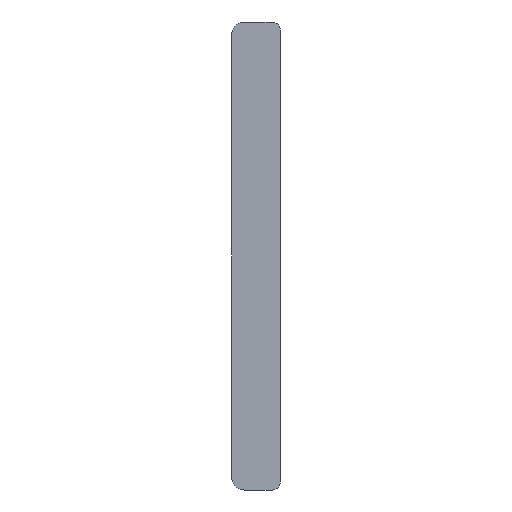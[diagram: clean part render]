
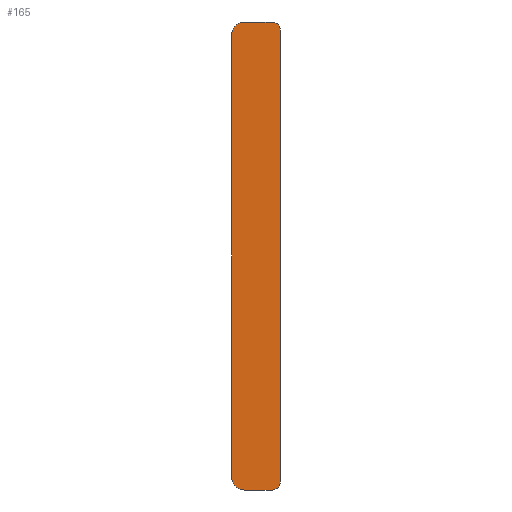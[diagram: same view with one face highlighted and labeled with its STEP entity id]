
A CAD part, top view. The second image highlights one B-rep face of the part: STEP entity #165.
In plain terms, the highlighted planar face has unit normal (0, 0, 1).
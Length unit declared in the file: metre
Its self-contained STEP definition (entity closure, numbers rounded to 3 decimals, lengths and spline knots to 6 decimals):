
#30=CIRCLE('',#191,0.00254);
#31=CIRCLE('',#192,0.00254);
#32=CIRCLE('',#193,0.004);
#33=CIRCLE('',#194,0.004);
#40=ORIENTED_EDGE('',*,*,#84,.F.);
#41=ORIENTED_EDGE('',*,*,#85,.T.);
#42=ORIENTED_EDGE('',*,*,#86,.F.);
#43=ORIENTED_EDGE('',*,*,#87,.T.);
#44=ORIENTED_EDGE('',*,*,#88,.T.);
#45=ORIENTED_EDGE('',*,*,#89,.T.);
#46=ORIENTED_EDGE('',*,*,#90,.T.);
#47=ORIENTED_EDGE('',*,*,#91,.F.);
#84=EDGE_CURVE('',#106,#107,#30,.T.);
#85=EDGE_CURVE('',#106,#108,#118,.T.);
#86=EDGE_CURVE('',#109,#108,#31,.T.);
#87=EDGE_CURVE('',#109,#110,#119,.T.);
#88=EDGE_CURVE('',#110,#111,#32,.T.);
#89=EDGE_CURVE('',#111,#112,#120,.T.);
#90=EDGE_CURVE('',#112,#113,#33,.T.);
#91=EDGE_CURVE('',#107,#113,#121,.T.);
#106=VERTEX_POINT('',#265);
#107=VERTEX_POINT('',#266);
#108=VERTEX_POINT('',#268);
#109=VERTEX_POINT('',#270);
#110=VERTEX_POINT('',#272);
#111=VERTEX_POINT('',#274);
#112=VERTEX_POINT('',#276);
#113=VERTEX_POINT('',#278);
#118=LINE('',#267,#130);
#119=LINE('',#271,#131);
#120=LINE('',#275,#132);
#121=LINE('',#279,#133);
#130=VECTOR('',#219,1.);
#131=VECTOR('',#222,1.);
#132=VECTOR('',#225,1.);
#133=VECTOR('',#228,1.);
#139=EDGE_LOOP('',(#40,#41,#42,#43,#44,#45,#46,#47));
#149=FACE_BOUND('',#139,.T.);
#159=PLANE('',#190);
#165=ADVANCED_FACE('',(#149),#159,.F.);
#190=AXIS2_PLACEMENT_3D('',#263,#215,#216);
#191=AXIS2_PLACEMENT_3D('',#264,#217,#218);
#192=AXIS2_PLACEMENT_3D('',#269,#220,#221);
#193=AXIS2_PLACEMENT_3D('',#273,#223,#224);
#194=AXIS2_PLACEMENT_3D('',#277,#226,#227);
#215=DIRECTION('',(0.,0.,-1.));
#216=DIRECTION('',(1.,0.,0.));
#217=DIRECTION('',(0.,0.,-1.));
#218=DIRECTION('',(-1.,0.,0.));
#219=DIRECTION('',(0.,1.,0.));
#220=DIRECTION('',(0.,0.,-1.));
#221=DIRECTION('',(-1.,0.,0.));
#222=DIRECTION('',(-1.,0.,0.));
#223=DIRECTION('',(0.,0.,1.));
#224=DIRECTION('',(-0.707,0.707,0.));
#225=DIRECTION('',(0.,-1.,0.));
#226=DIRECTION('',(0.,0.,1.));
#227=DIRECTION('',(-0.707,-0.707,0.));
#228=DIRECTION('',(-1.,0.,0.));
#263=CARTESIAN_POINT('',(-0.047438,0.008,0.));
#264=CARTESIAN_POINT('',(0.00779,-0.06346,0.));
#265=CARTESIAN_POINT('',(0.01033,-0.06346,0.));
#266=CARTESIAN_POINT('',(0.00779,-0.066,0.));
#267=CARTESIAN_POINT('',(0.01033,0.008,0.));
#268=CARTESIAN_POINT('',(0.01033,0.07946,0.));
#269=CARTESIAN_POINT('',(0.00779,0.07946,0.));
#270=CARTESIAN_POINT('',(0.00779,0.082,0.));
#271=CARTESIAN_POINT('',(0.005227,0.082,0.));
#272=CARTESIAN_POINT('',(-0.001,0.082,0.));
#273=CARTESIAN_POINT('',(-0.001,0.078,0.));
#274=CARTESIAN_POINT('',(-0.005,0.078,0.));
#275=CARTESIAN_POINT('',(-0.005,0.008,0.));
#276=CARTESIAN_POINT('',(-0.005,-0.062,0.));
#277=CARTESIAN_POINT('',(-0.001,-0.062,0.));
#278=CARTESIAN_POINT('',(-0.001,-0.066,0.));
#279=CARTESIAN_POINT('',(0.005227,-0.066,0.));
